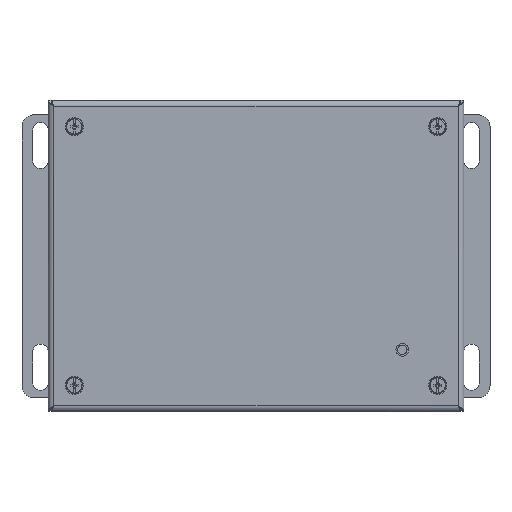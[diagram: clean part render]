
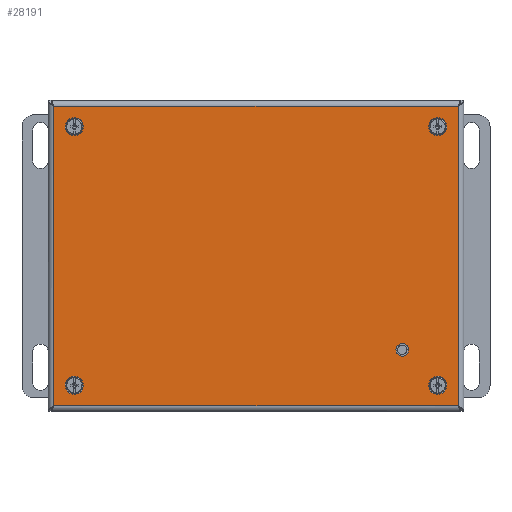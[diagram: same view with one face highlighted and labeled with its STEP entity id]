
A CAD part, top view. The second image highlights one B-rep face of the part: STEP entity #28191.
In plain terms, the highlighted planar face has unit normal (0, 0, 1).
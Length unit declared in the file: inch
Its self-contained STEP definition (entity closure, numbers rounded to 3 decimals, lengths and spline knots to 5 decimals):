
#277 = CARTESIAN_POINT ( 'NONE',  ( 8.28125, 6.04425, 3.635 ) ) ;
#1596 = CARTESIAN_POINT ( 'NONE',  ( 0.508, 5.625, 3.635 ) ) ;
#1786 = AXIS2_PLACEMENT_3D ( 'NONE', #10538, #26052, #3381 ) ;
#2422 = VERTEX_POINT ( 'NONE', #23083 ) ;
#2634 = DIRECTION ( 'NONE',  ( 1., 0., 0. ) ) ;
#3381 = DIRECTION ( 'NONE',  ( 1., 0., 0. ) ) ;
#3908 = CIRCLE ( 'NONE', #25590, 0.09655 ) ;
#4158 = DIRECTION ( 'NONE',  ( 0., 0., -1. ) ) ;
#4326 = DIRECTION ( 'NONE',  ( 1., 0., 0. ) ) ;
#4414 = FACE_BOUND ( 'NONE', #5649, .T. ) ;
#4428 = CARTESIAN_POINT ( 'NONE',  ( 8.16925, -0.04425, 3.635 ) ) ;
#4537 = AXIS2_PLACEMENT_3D ( 'NONE', #8394, #11217, #14024 ) ;
#4633 = ORIENTED_EDGE ( 'NONE', *, *, #22907, .T. ) ;
#5649 = EDGE_LOOP ( 'NONE', ( #18119 ) ) ;
#5984 = CARTESIAN_POINT ( 'NONE',  ( 8.16925, 6.04425, 3.635 ) ) ;
#6149 = DIRECTION ( 'NONE',  ( 0., 1., 0. ) ) ;
#6229 = FACE_BOUND ( 'NONE', #18072, .T. ) ;
#6395 = VERTEX_POINT ( 'NONE', #26885 ) ;
#6559 = FACE_BOUND ( 'NONE', #21759, .T. ) ;
#7567 = DIRECTION ( 'NONE',  ( -1., 0., 0. ) ) ;
#7672 = EDGE_CURVE ( 'NONE', #15501, #6395, #15178, .T. ) ;
#7786 = ORIENTED_EDGE ( 'NONE', *, *, #32421, .T. ) ;
#8394 = CARTESIAN_POINT ( 'NONE',  ( 7.75, 5.625, 3.635 ) ) ;
#8465 = CARTESIAN_POINT ( 'NONE',  ( 7.03125, 1.09375, 3.635 ) ) ;
#9218 = CARTESIAN_POINT ( 'NONE',  ( 8.28125, 6.15625, 3.635 ) ) ;
#9648 = CARTESIAN_POINT ( 'NONE',  ( -0.04425, -0.04425, 3.635 ) ) ;
#10310 = EDGE_CURVE ( 'NONE', #32601, #20062, #10758, .T. ) ;
#10538 = CARTESIAN_POINT ( 'NONE',  ( 0.375, 5.625, 3.635 ) ) ;
#10758 = LINE ( 'NONE', #26290, #12335 ) ;
#11217 = DIRECTION ( 'NONE',  ( 0., 0., -1. ) ) ;
#11364 = CIRCLE ( 'NONE', #1786, 0.133 ) ;
#11375 = FACE_BOUND ( 'NONE', #12886, .T. ) ;
#12046 = DIRECTION ( 'NONE',  ( 1., 0., 0. ) ) ;
#12126 = VECTOR ( 'NONE', #6149, 39.37008 ) ;
#12284 = ORIENTED_EDGE ( 'NONE', *, *, #21193, .T. ) ;
#12335 = VECTOR ( 'NONE', #24142, 39.37008 ) ;
#12492 = CIRCLE ( 'NONE', #28302, 0.133 ) ;
#12886 = EDGE_LOOP ( 'NONE', ( #12284 ) ) ;
#13309 = ORIENTED_EDGE ( 'NONE', *, *, #7672, .T. ) ;
#14024 = DIRECTION ( 'NONE',  ( 1., 0., 0. ) ) ;
#15002 = VERTEX_POINT ( 'NONE', #23677 ) ;
#15133 = LINE ( 'NONE', #25214, #12126 ) ;
#15178 = LINE ( 'NONE', #277, #28082 ) ;
#15266 = CIRCLE ( 'NONE', #27421, 0.133 ) ;
#15304 = ORIENTED_EDGE ( 'NONE', *, *, #22071, .T. ) ;
#15501 = VERTEX_POINT ( 'NONE', #5984 ) ;
#15526 = ORIENTED_EDGE ( 'NONE', *, *, #31278, .T. ) ;
#15753 = EDGE_LOOP ( 'NONE', ( #23472, #7786, #13309, #15304 ) ) ;
#16408 = CARTESIAN_POINT ( 'NONE',  ( 0.508, 0.375, 3.635 ) ) ;
#16583 = DIRECTION ( 'NONE',  ( 1., 0., 0. ) ) ;
#16666 = DIRECTION ( 'NONE',  ( 0., 0., 1. ) ) ;
#18072 = EDGE_LOOP ( 'NONE', ( #15526 ) ) ;
#18119 = ORIENTED_EDGE ( 'NONE', *, *, #23628, .T. ) ;
#18812 = FACE_OUTER_BOUND ( 'NONE', #15753, .T. ) ;
#19213 = EDGE_CURVE ( 'NONE', #32354, #32354, #11364, .T. ) ;
#20001 = DIRECTION ( 'NONE',  ( 0., 0., -1. ) ) ;
#20062 = VERTEX_POINT ( 'NONE', #4428 ) ;
#20390 = CIRCLE ( 'NONE', #4537, 0.133 ) ;
#21193 = EDGE_CURVE ( 'NONE', #32519, #32519, #3908, .T. ) ;
#21759 = EDGE_LOOP ( 'NONE', ( #4633 ) ) ;
#22071 = EDGE_CURVE ( 'NONE', #6395, #32601, #23287, .T. ) ;
#22767 = AXIS2_PLACEMENT_3D ( 'NONE', #9218, #16666, #12046 ) ;
#22907 = EDGE_CURVE ( 'NONE', #15002, #15002, #20390, .T. ) ;
#23083 = CARTESIAN_POINT ( 'NONE',  ( 7.883, 0.375, 3.635 ) ) ;
#23287 = LINE ( 'NONE', #30880, #27220 ) ;
#23472 = ORIENTED_EDGE ( 'NONE', *, *, #10310, .T. ) ;
#23628 = EDGE_CURVE ( 'NONE', #2422, #2422, #12492, .T. ) ;
#23677 = CARTESIAN_POINT ( 'NONE',  ( 7.883, 5.625, 3.635 ) ) ;
#24015 = DIRECTION ( 'NONE',  ( 0., 0., -1. ) ) ;
#24142 = DIRECTION ( 'NONE',  ( 1., 0., 0. ) ) ;
#24426 = CARTESIAN_POINT ( 'NONE',  ( 7.1278, 1.09375, 3.635 ) ) ;
#24438 = FACE_BOUND ( 'NONE', #30863, .T. ) ;
#24514 = CARTESIAN_POINT ( 'NONE',  ( 0.375, 0.375, 3.635 ) ) ;
#24898 = ORIENTED_EDGE ( 'NONE', *, *, #19213, .T. ) ;
#25214 = CARTESIAN_POINT ( 'NONE',  ( 8.16925, 6.15625, 3.635 ) ) ;
#25590 = AXIS2_PLACEMENT_3D ( 'NONE', #8465, #24015, #16583 ) ;
#26052 = DIRECTION ( 'NONE',  ( 0., 0., -1. ) ) ;
#26290 = CARTESIAN_POINT ( 'NONE',  ( 8.28125, -0.04425, 3.635 ) ) ;
#26885 = CARTESIAN_POINT ( 'NONE',  ( -0.04425, 6.04425, 3.635 ) ) ;
#27220 = VECTOR ( 'NONE', #32202, 39.37008 ) ;
#27421 = AXIS2_PLACEMENT_3D ( 'NONE', #24514, #4158, #4326 ) ;
#27609 = CARTESIAN_POINT ( 'NONE',  ( 7.75, 0.375, 3.635 ) ) ;
#28082 = VECTOR ( 'NONE', #7567, 39.37008 ) ;
#28191 = ADVANCED_FACE ( 'NONE', ( #11375, #6229, #24438, #6559, #4414, #18812 ), #31866, .T. ) ;
#28302 = AXIS2_PLACEMENT_3D ( 'NONE', #27609, #20001, #2634 ) ;
#29466 = VERTEX_POINT ( 'NONE', #16408 ) ;
#30863 = EDGE_LOOP ( 'NONE', ( #24898 ) ) ;
#30880 = CARTESIAN_POINT ( 'NONE',  ( -0.04425, 6.15625, 3.635 ) ) ;
#31278 = EDGE_CURVE ( 'NONE', #29466, #29466, #15266, .T. ) ;
#31866 = PLANE ( 'NONE',  #22767 ) ;
#32202 = DIRECTION ( 'NONE',  ( 0., -1., 0. ) ) ;
#32354 = VERTEX_POINT ( 'NONE', #1596 ) ;
#32421 = EDGE_CURVE ( 'NONE', #20062, #15501, #15133, .T. ) ;
#32519 = VERTEX_POINT ( 'NONE', #24426 ) ;
#32601 = VERTEX_POINT ( 'NONE', #9648 ) ;
